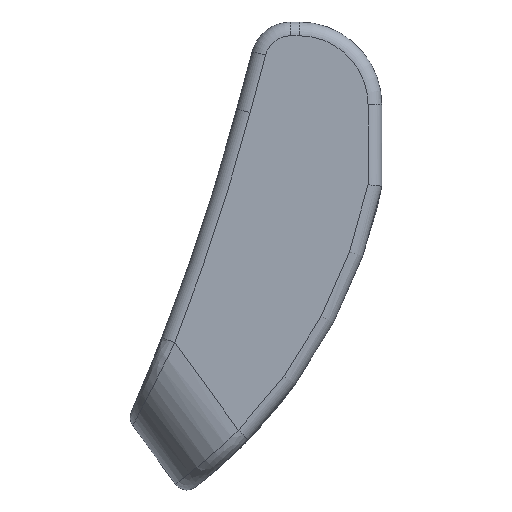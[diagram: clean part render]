
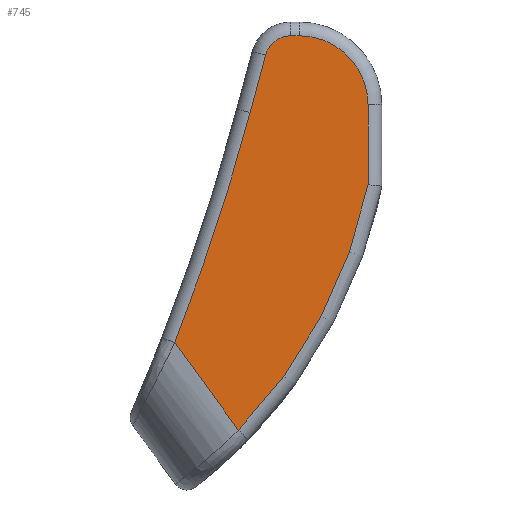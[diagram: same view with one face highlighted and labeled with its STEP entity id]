
A CAD part, left-side view. The second image highlights one B-rep face of the part: STEP entity #745.
In plain terms, the highlighted planar face has unit normal (-1, 0, 0).
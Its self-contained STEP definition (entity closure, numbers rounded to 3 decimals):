
#7 = VERTEX_POINT ( 'NONE', #892 ) ;
#33 = VECTOR ( 'NONE', #1161, 1000. ) ;
#54 = EDGE_CURVE ( 'NONE', #2138, #1222, #195, .T. ) ;
#81 = DIRECTION ( 'NONE',  ( 0., 1., 0. ) ) ;
#121 = DIRECTION ( 'NONE',  ( 0., 0.259, -0.966 ) ) ;
#166 = EDGE_CURVE ( 'NONE', #636, #2138, #2146, .T. ) ;
#177 = CIRCLE ( 'NONE', #275, 2.5 ) ;
#195 = LINE ( 'NONE', #1585, #33 ) ;
#226 = EDGE_CURVE ( 'NONE', #7, #2307, #2332, .T. ) ;
#275 = AXIS2_PLACEMENT_3D ( 'NONE', #2615, #504, #1176 ) ;
#304 = ORIENTED_EDGE ( 'NONE', *, *, #883, .T. ) ;
#380 = VECTOR ( 'NONE', #2776, 1000. ) ;
#489 = CARTESIAN_POINT ( 'NONE',  ( 37., 6.935, 15.569 ) ) ;
#504 = DIRECTION ( 'NONE',  ( -1., 0., 0. ) ) ;
#531 = AXIS2_PLACEMENT_3D ( 'NONE', #960, #1639, #1924 ) ;
#636 = VERTEX_POINT ( 'NONE', #1872 ) ;
#685 = CIRCLE ( 'NONE', #531, 79.751 ) ;
#745 = ADVANCED_FACE ( 'NONE', ( #1854 ), #1162, .F. ) ;
#883 = EDGE_CURVE ( 'NONE', #1222, #2357, #177, .T. ) ;
#892 = CARTESIAN_POINT ( 'NONE',  ( 37., -6.782, 16.746 ) ) ;
#960 = CARTESIAN_POINT ( 'NONE',  ( 37., 70.808, 35.309 ) ) ;
#1071 = EDGE_CURVE ( 'NONE', #2357, #1597, #2468, .T. ) ;
#1093 = VECTOR ( 'NONE', #121, 1000. ) ;
#1161 = DIRECTION ( 'NONE',  ( 0., 0., 1. ) ) ;
#1162 = PLANE ( 'NONE',  #1641 ) ;
#1176 = DIRECTION ( 'NONE',  ( 0., 0., -1. ) ) ;
#1199 = ORIENTED_EDGE ( 'NONE', *, *, #1071, .T. ) ;
#1219 = DIRECTION ( 'NONE',  ( -1., 0., 0. ) ) ;
#1222 = VERTEX_POINT ( 'NONE', #2265 ) ;
#1298 = ORIENTED_EDGE ( 'NONE', *, *, #1767, .T. ) ;
#1310 = CARTESIAN_POINT ( 'NONE',  ( 37., -6.226, 14.668 ) ) ;
#1335 = ORIENTED_EDGE ( 'NONE', *, *, #2508, .T. ) ;
#1512 = ORIENTED_EDGE ( 'NONE', *, *, #2001, .T. ) ;
#1585 = CARTESIAN_POINT ( 'NONE',  ( 37., -10.5, 35.309 ) ) ;
#1587 = LINE ( 'NONE', #2275, #380 ) ;
#1597 = VERTEX_POINT ( 'NONE', #3016 ) ;
#1639 = DIRECTION ( 'NONE',  ( 1., 0., 0. ) ) ;
#1641 = AXIS2_PLACEMENT_3D ( 'NONE', #2103, #2838, #2810 ) ;
#1767 = EDGE_CURVE ( 'NONE', #2307, #2979, #685, .T. ) ;
#1774 = CIRCLE ( 'NONE', #1933, 0.95 ) ;
#1787 = VECTOR ( 'NONE', #81, 1000. ) ;
#1854 = FACE_OUTER_BOUND ( 'NONE', #2608, .T. ) ;
#1872 = CARTESIAN_POINT ( 'NONE',  ( 37., -5.8, 3.152 ) ) ;
#1924 = DIRECTION ( 'NONE',  ( 0., 0., -1. ) ) ;
#1933 = AXIS2_PLACEMENT_3D ( 'NONE', #2101, #2353, #2335 ) ;
#1946 = DIRECTION ( 'NONE',  ( 0., 0., -1. ) ) ;
#2001 = EDGE_CURVE ( 'NONE', #2979, #636, #1587, .T. ) ;
#2062 = ORIENTED_EDGE ( 'NONE', *, *, #226, .T. ) ;
#2077 = ORIENTED_EDGE ( 'NONE', *, *, #54, .T. ) ;
#2101 = CARTESIAN_POINT ( 'NONE',  ( 37., -7.7, 16.5 ) ) ;
#2103 = CARTESIAN_POINT ( 'NONE',  ( 37., 70.808, 35.309 ) ) ;
#2138 = VERTEX_POINT ( 'NONE', #2554 ) ;
#2146 = CIRCLE ( 'NONE', #2743, 17.787 ) ;
#2234 = CARTESIAN_POINT ( 'NONE',  ( 37., 70.808, 17.45 ) ) ;
#2265 = CARTESIAN_POINT ( 'NONE',  ( 37., -10.5, 14.95 ) ) ;
#2275 = CARTESIAN_POINT ( 'NONE',  ( 37., 35.981, 60.627 ) ) ;
#2307 = VERTEX_POINT ( 'NONE', #2900 ) ;
#2311 = CARTESIAN_POINT ( 'NONE',  ( 37., -3.491, 6.329 ) ) ;
#2332 = LINE ( 'NONE', #1310, #1093 ) ;
#2335 = DIRECTION ( 'NONE',  ( 0., 0., -1. ) ) ;
#2353 = DIRECTION ( 'NONE',  ( -1., 0., 0. ) ) ;
#2357 = VERTEX_POINT ( 'NONE', #2914 ) ;
#2468 = LINE ( 'NONE', #2234, #1787 ) ;
#2508 = EDGE_CURVE ( 'NONE', #1597, #7, #1774, .T. ) ;
#2554 = CARTESIAN_POINT ( 'NONE',  ( 37., -10.5, 12.05 ) ) ;
#2608 = EDGE_LOOP ( 'NONE', ( #2062, #1298, #1512, #2905, #2077, #304, #1199, #1335 ) ) ;
#2615 = CARTESIAN_POINT ( 'NONE',  ( 37., -8., 14.95 ) ) ;
#2743 = AXIS2_PLACEMENT_3D ( 'NONE', #489, #1219, #1946 ) ;
#2776 = DIRECTION ( 'NONE',  ( 0., -0.588, -0.809 ) ) ;
#2810 = DIRECTION ( 'NONE',  ( 0., 0., -1. ) ) ;
#2838 = DIRECTION ( 'NONE',  ( 1., 0., 0. ) ) ;
#2900 = CARTESIAN_POINT ( 'NONE',  ( 37., -6.226, 14.668 ) ) ;
#2905 = ORIENTED_EDGE ( 'NONE', *, *, #166, .T. ) ;
#2914 = CARTESIAN_POINT ( 'NONE',  ( 37., -8., 17.45 ) ) ;
#2979 = VERTEX_POINT ( 'NONE', #2311 ) ;
#3016 = CARTESIAN_POINT ( 'NONE',  ( 37., -7.7, 17.45 ) ) ;
